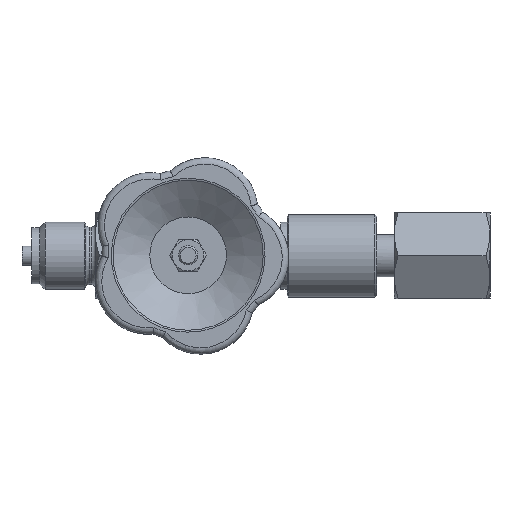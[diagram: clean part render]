
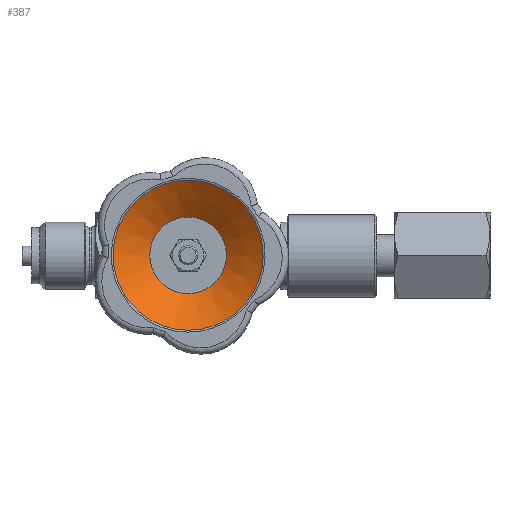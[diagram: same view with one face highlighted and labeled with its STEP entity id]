
A CAD part, top view. The second image highlights one B-rep face of the part: STEP entity #387.
In plain terms, the highlighted conical face has half-angle 54.118 degrees and reference radius 12 mm.
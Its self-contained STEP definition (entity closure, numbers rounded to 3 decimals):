
#387 = ADVANCED_FACE( '', ( #936, #937 ), #938, .F. );
#936 = FACE_OUTER_BOUND( '', #1663, .T. );
#937 = FACE_BOUND( '', #1664, .T. );
#938 = CONICAL_SURFACE( '', #1665, 12., 0.945 );
#1663 = EDGE_LOOP( '', ( #2733 ) );
#1664 = EDGE_LOOP( '', ( #2734 ) );
#1665 = AXIS2_PLACEMENT_3D( '', #2735, #2736, #2737 );
#2733 = ORIENTED_EDGE( '', *, *, #4076, .T. );
#2734 = ORIENTED_EDGE( '', *, *, #3962, .T. );
#2735 = CARTESIAN_POINT( '', ( 0., 0., 92.178 ) );
#2736 = DIRECTION( '', ( 0., 0., 1. ) );
#2737 = DIRECTION( '', ( 0.935, -0.353, 0. ) );
#3962 = EDGE_CURVE( '', #4700, #4700, #4701, .T. );
#4076 = EDGE_CURVE( '', #4880, #4880, #4881, .T. );
#4700 = VERTEX_POINT( '', #5956 );
#4701 = CIRCLE( '', #5957, 12. );
#4880 = VERTEX_POINT( '', #6464 );
#4881 = CIRCLE( '', #6465, 23.488 );
#5956 = CARTESIAN_POINT( '', ( -11.226, 4.241, 92.178 ) );
#5957 = AXIS2_PLACEMENT_3D( '', #7685, #7686, #7687 );
#6464 = CARTESIAN_POINT( '', ( -21.972, 8.301, 100.488 ) );
#6465 = AXIS2_PLACEMENT_3D( '', #7838, #7839, #7840 );
#7685 = CARTESIAN_POINT( '', ( 0., 0., 92.178 ) );
#7686 = DIRECTION( '', ( 0., 0., -1. ) );
#7687 = DIRECTION( '', ( -0.935, 0.353, 0. ) );
#7838 = CARTESIAN_POINT( '', ( 0., 0., 100.488 ) );
#7839 = DIRECTION( '', ( 0., 0., 1. ) );
#7840 = DIRECTION( '', ( -0.935, 0.353, 0. ) );
